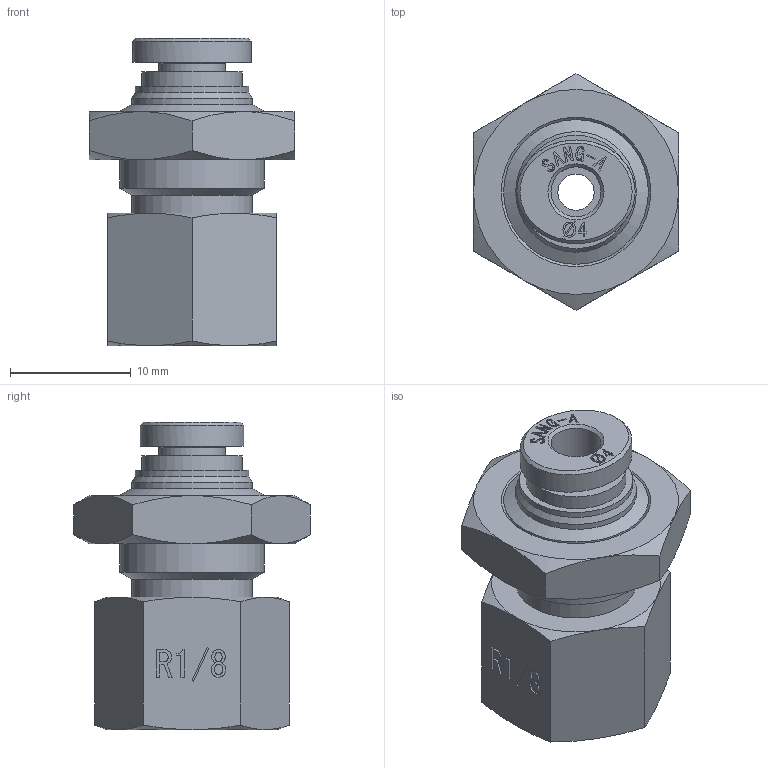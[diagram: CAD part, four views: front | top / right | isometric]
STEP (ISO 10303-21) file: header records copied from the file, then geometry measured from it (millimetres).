
FILE_DESCRIPTION((''),'2;1');
FILE_NAME('F-PMF 0401.stp','2021-02-24T17:25:51',('Administrator'),(''),'Autodesk Inventor 2013','Autodesk Inventor 2013','');
FILE_SCHEMA(('CONFIG_CONTROL_DESIGN'));
Length unit declared in the file: millimetre
Products named in the file (4): F-PMF 0401; F-SLEEVE 04(SUS); F-PMF BODY 0401; NUT 04(SUS)
Assembly tree (3 placements, depth 2):
  F-PMF 0401
    F-SLEEVE 04(SUS)
    F-PMF BODY 0401
    NUT 04(SUS)
Bounding box: 17 x 19.63 x 25.5 mm (x, y, z)
Volume: 3003.3 mm3; surface area: 2595.8 mm2
Topology: 3 solids, 3 shells, 287 faces, 722 edges, 470 vertices
Faces by surface type: plane 146, bspline 95, cone 33, cylinder 13
Full cylindrical faces by diameter (mm): 2.046 x1, 3 x1, 4.15 x1, 4.2 x1, 5.5 x1, 8.3 x1, 9.4 x1, 10 x2, 11.2 x1, 12 x1
Entity records: 8751 total; most frequent: CARTESIAN_POINT 2544, ORIENTED_EDGE 1400, DIRECTION 934, EDGE_CURVE 700, VERTEX_POINT 468, VECTOR 406, LINE 406, EDGE_LOOP 342
